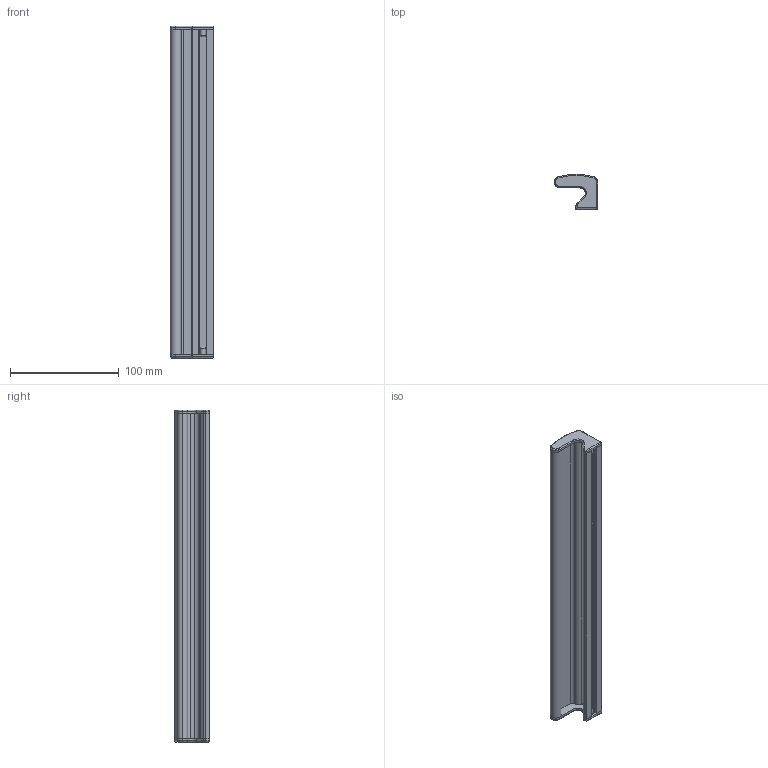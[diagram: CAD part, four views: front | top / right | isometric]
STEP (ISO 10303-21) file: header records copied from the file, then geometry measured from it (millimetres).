
FILE_DESCRIPTION (( 'STEP AP214' ), '1' );
FILE_NAME ('Ñáîðêà7.STEP', '2025-02-10T12:28:59', ( '' ), ( '' ), 'SwSTEP 2.0', 'SolidWorks 2024', '' );
FILE_SCHEMA (( 'AUTOMOTIVE_DESIGN' ));
Length unit declared in the file: millimetre
Products named in the file (5): A879 Заглушка_00; A879 Ручка дверная алюминиевая, профиль_00; MirrorA879 Заглушка_00; Сборка7; A879 Ручка дверная алюминиевая, серая_00
Assembly tree (4 placements, depth 3):
  Сборка7
    A879 Ручка дверная алюминиевая, серая_00
      A879 Ручка дверная алюминиевая, профиль_00
      A879 Заглушка_00
      MirrorA879 Заглушка_00
Bounding box: 40 x 32 x 306 mm (x, y, z)
Volume: 117330.3 mm3; surface area: 72115 mm2
Topology: 3 solids, 3 shells, 159 faces, 387 edges, 236 vertices
Faces by surface type: cylinder 80, plane 45, torus 28, bspline 6
Entity records: 4928 total; most frequent: CARTESIAN_POINT 970, DIRECTION 883, ORIENTED_EDGE 766, EDGE_CURVE 383, AXIS2_PLACEMENT_3D 351, VERTEX_POINT 236, CIRCLE 190, VECTOR 181
